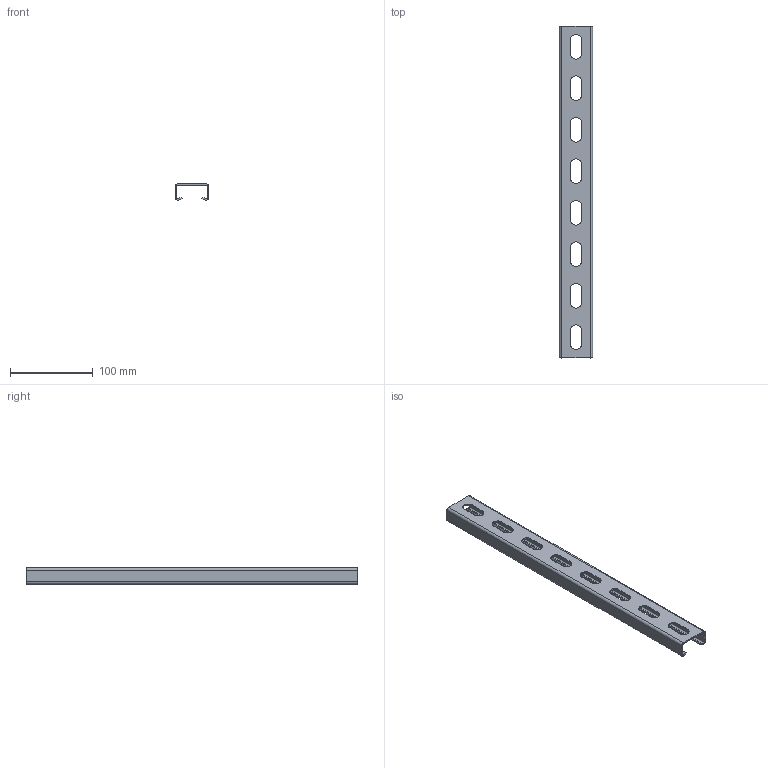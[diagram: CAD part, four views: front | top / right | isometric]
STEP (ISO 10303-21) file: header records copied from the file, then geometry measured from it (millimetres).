
FILE_DESCRIPTION((''),'2;1');
FILE_NAME('610204_PRT','2018-12-05T12:04:29',('tomasz.grudniewski'),(''),'CREO PARAMETRIC BY PTC INC, 2018260','CREO PARAMETRIC BY PTC INC, 2018260','');
FILE_SCHEMA(('CONFIG_CONTROL_DESIGN'));
Length unit declared in the file: millimetre
Products named in the file (1): 610204_PRT
Bounding box: 40 x 400 x 19.8 mm (x, y, z)
Volume: 47465.6 mm3; surface area: 65644.1 mm2
Topology: 1 solids, 1 shells, 70 faces, 172 edges, 104 vertices
Faces by surface type: plane 46, cylinder 24
Entity records: 2098 total; most frequent: DIRECTION 360, CARTESIAN_POINT 346, ORIENTED_EDGE 344, EDGE_CURVE 172, VECTOR 124, LINE 124, AXIS2_PLACEMENT_3D 118, VERTEX_POINT 104
